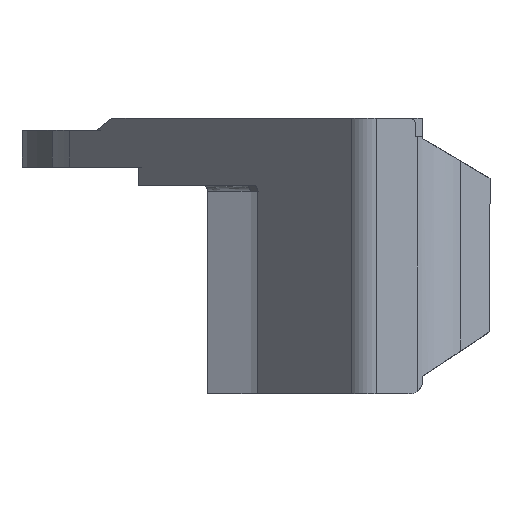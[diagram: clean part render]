
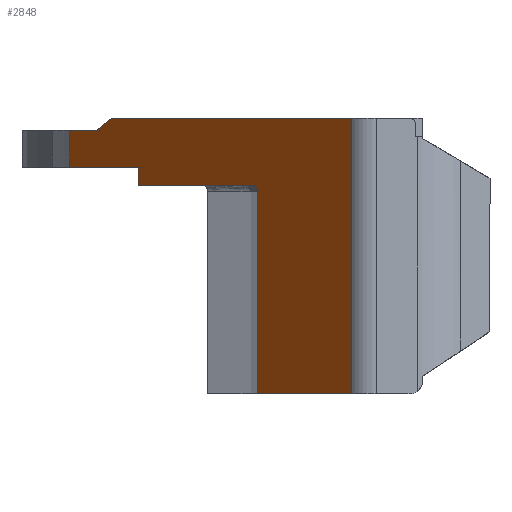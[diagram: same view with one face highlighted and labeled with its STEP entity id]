
A CAD part, left-side view. The second image highlights one B-rep face of the part: STEP entity #2848.
In plain terms, the highlighted planar face has unit normal (-0.608, 0.794, 0).
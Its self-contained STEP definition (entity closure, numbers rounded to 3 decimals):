
#2 = AXIS2_PLACEMENT_3D ( 'NONE', #2243, #3476, #1991 ) ;
#46 = CARTESIAN_POINT ( 'NONE',  ( -40.393, 11.844, -3. ) ) ;
#93 = EDGE_CURVE ( 'NONE', #2351, #1025, #3294, .T. ) ;
#122 = LINE ( 'NONE', #46, #2469 ) ;
#141 = VECTOR ( 'NONE', #2595, 1000. ) ;
#177 = CARTESIAN_POINT ( 'NONE',  ( -85.919, -23.051, 181.535 ) ) ;
#182 = CARTESIAN_POINT ( 'NONE',  ( -65.066, -7.067, -3. ) ) ;
#212 = EDGE_CURVE ( 'NONE', #1025, #3448, #122, .T. ) ;
#222 = CARTESIAN_POINT ( 'NONE',  ( -65.873, -7.686, -3.734 ) ) ;
#442 = VECTOR ( 'NONE', #1714, 1000. ) ;
#479 = VERTEX_POINT ( 'NONE', #2060 ) ;
#555 = CARTESIAN_POINT ( 'NONE',  ( -32.692, 17.747, 6.61 ) ) ;
#560 = B_SPLINE_CURVE_WITH_KNOTS ( 'NONE', 3,
 ( #2058, #3252, #555, #1488 ),
 .UNSPECIFIED., .F., .F.,
 ( 4, 4 ),
 ( 0., 0.005 ),
 .UNSPECIFIED. ) ;
#725 = CARTESIAN_POINT ( 'NONE',  ( -85.919, -23.051, 8. ) ) ;
#805 = ORIENTED_EDGE ( 'NONE', *, *, #2117, .F. ) ;
#811 = CARTESIAN_POINT ( 'NONE',  ( -65.873, -7.686, -4. ) ) ;
#834 = VERTEX_POINT ( 'NONE', #2160 ) ;
#934 = LINE ( 'NONE', #2678, #3253 ) ;
#952 = EDGE_CURVE ( 'NONE', #2351, #834, #3512, .T. ) ;
#1020 = LINE ( 'NONE', #725, #2656 ) ;
#1025 = VERTEX_POINT ( 'NONE', #2940 ) ;
#1031 = VECTOR ( 'NONE', #2818, 1000. ) ;
#1055 = CARTESIAN_POINT ( 'NONE',  ( -85.919, -23.051, 0. ) ) ;
#1079 = LINE ( 'NONE', #177, #1031 ) ;
#1092 = LINE ( 'NONE', #2362, #442 ) ;
#1181 = CARTESIAN_POINT ( 'NONE',  ( -85.919, -23.051, 8. ) ) ;
#1195 = DIRECTION ( 'NONE',  ( 0.794, 0.608, 0. ) ) ;
#1359 = PLANE ( 'NONE',  #2 ) ;
#1389 = CARTESIAN_POINT ( 'NONE',  ( -65.171, -7.148, -3. ) ) ;
#1432 = LINE ( 'NONE', #1525, #1771 ) ;
#1477 = EDGE_CURVE ( 'NONE', #3448, #3039, #2204, .T. ) ;
#1488 = CARTESIAN_POINT ( 'NONE',  ( -31.602, 18.582, 6. ) ) ;
#1525 = CARTESIAN_POINT ( 'NONE',  ( -85.919, -23.051, -37. ) ) ;
#1561 = DIRECTION ( 'NONE',  ( 0., 0., 1. ) ) ;
#1583 = EDGE_CURVE ( 'NONE', #3069, #3039, #2183, .T. ) ;
#1595 = CARTESIAN_POINT ( 'NONE',  ( -25.803, 23.027, 181.535 ) ) ;
#1690 = EDGE_CURVE ( 'NONE', #2104, #3069, #1092, .T. ) ;
#1714 = DIRECTION ( 'NONE',  ( 0.794, 0.608, 0. ) ) ;
#1739 = VERTEX_POINT ( 'NONE', #3611 ) ;
#1752 = CARTESIAN_POINT ( 'NONE',  ( -25.803, 23.027, 0. ) ) ;
#1771 = VECTOR ( 'NONE', #2442, 1000. ) ;
#1798 = CARTESIAN_POINT ( 'NONE',  ( -40.393, 11.844, 0. ) ) ;
#1922 = ORIENTED_EDGE ( 'NONE', *, *, #952, .T. ) ;
#1923 = CARTESIAN_POINT ( 'NONE',  ( -85.919, -23.051, -37. ) ) ;
#1935 = DIRECTION ( 'NONE',  ( 0.794, 0.608, 0. ) ) ;
#1987 = CARTESIAN_POINT ( 'NONE',  ( -65.559, -7.445, -3.198 ) ) ;
#1991 = DIRECTION ( 'NONE',  ( -0.794, -0.608, 0. ) ) ;
#2008 = CARTESIAN_POINT ( 'NONE',  ( -31.602, 18.582, 6. ) ) ;
#2058 = CARTESIAN_POINT ( 'NONE',  ( -34.804, 16.128, 8. ) ) ;
#2060 = CARTESIAN_POINT ( 'NONE',  ( -65.873, -7.686, -37. ) ) ;
#2104 = VERTEX_POINT ( 'NONE', #2008 ) ;
#2112 = ORIENTED_EDGE ( 'NONE', *, *, #3320, .F. ) ;
#2117 = EDGE_CURVE ( 'NONE', #3385, #479, #1432, .T. ) ;
#2122 = ORIENTED_EDGE ( 'NONE', *, *, #1477, .F. ) ;
#2160 = CARTESIAN_POINT ( 'NONE',  ( -65.873, -7.686, -4. ) ) ;
#2179 = ORIENTED_EDGE ( 'NONE', *, *, #1583, .T. ) ;
#2183 = LINE ( 'NONE', #1595, #141 ) ;
#2204 = LINE ( 'NONE', #1055, #3578 ) ;
#2243 = CARTESIAN_POINT ( 'NONE',  ( -85.919, -23.051, 181.535 ) ) ;
#2279 = CARTESIAN_POINT ( 'NONE',  ( -65.784, -7.617, -3.473 ) ) ;
#2293 = VECTOR ( 'NONE', #1195, 1000. ) ;
#2298 = ORIENTED_EDGE ( 'NONE', *, *, #212, .F. ) ;
#2351 = VERTEX_POINT ( 'NONE', #3004 ) ;
#2355 = CARTESIAN_POINT ( 'NONE',  ( -65.873, -7.686, -3. ) ) ;
#2362 = CARTESIAN_POINT ( 'NONE',  ( -85.919, -23.051, 6. ) ) ;
#2442 = DIRECTION ( 'NONE',  ( 0.794, 0.608, 0. ) ) ;
#2469 = VECTOR ( 'NONE', #1561, 1000. ) ;
#2552 = FACE_OUTER_BOUND ( 'NONE', #2737, .T. ) ;
#2595 = DIRECTION ( 'NONE',  ( 0., 0., -1. ) ) ;
#2656 = VECTOR ( 'NONE', #2879, 1000. ) ;
#2660 = ORIENTED_EDGE ( 'NONE', *, *, #93, .F. ) ;
#2678 = CARTESIAN_POINT ( 'NONE',  ( -65.873, -7.686, -202.131 ) ) ;
#2679 = EDGE_CURVE ( 'NONE', #479, #834, #934, .T. ) ;
#2737 = EDGE_LOOP ( 'NONE', ( #2122, #2298, #2660, #1922, #3399, #805, #2112, #3451, #3796, #3528, #2179 ) ) ;
#2818 = DIRECTION ( 'NONE',  ( 0., 0., -1. ) ) ;
#2848 = ADVANCED_FACE ( 'NONE', ( #2552 ), #1359, .T. ) ;
#2879 = DIRECTION ( 'NONE',  ( 0.794, 0.608, 0. ) ) ;
#2901 = CARTESIAN_POINT ( 'NONE',  ( -65.275, -7.228, -3.025 ) ) ;
#2940 = CARTESIAN_POINT ( 'NONE',  ( -40.393, 11.844, -3. ) ) ;
#2985 = DIRECTION ( 'NONE',  ( 0., 0., 1. ) ) ;
#3004 = CARTESIAN_POINT ( 'NONE',  ( -65.066, -7.067, -3. ) ) ;
#3033 = VERTEX_POINT ( 'NONE', #1181 ) ;
#3039 = VERTEX_POINT ( 'NONE', #1752 ) ;
#3069 = VERTEX_POINT ( 'NONE', #3411 ) ;
#3252 = CARTESIAN_POINT ( 'NONE',  ( -33.757, 16.931, 7.282 ) ) ;
#3253 = VECTOR ( 'NONE', #2985, 1000. ) ;
#3294 = LINE ( 'NONE', #2355, #2293 ) ;
#3320 = EDGE_CURVE ( 'NONE', #3033, #3385, #1079, .T. ) ;
#3383 = EDGE_CURVE ( 'NONE', #3033, #1739, #1020, .T. ) ;
#3385 = VERTEX_POINT ( 'NONE', #1923 ) ;
#3399 = ORIENTED_EDGE ( 'NONE', *, *, #2679, .F. ) ;
#3411 = CARTESIAN_POINT ( 'NONE',  ( -25.803, 23.027, 6. ) ) ;
#3448 = VERTEX_POINT ( 'NONE', #1798 ) ;
#3450 = CARTESIAN_POINT ( 'NONE',  ( -65.47, -7.377, -3.124 ) ) ;
#3451 = ORIENTED_EDGE ( 'NONE', *, *, #3383, .T. ) ;
#3476 = DIRECTION ( 'NONE',  ( -0.608, 0.794, 0. ) ) ;
#3510 = EDGE_CURVE ( 'NONE', #1739, #2104, #560, .T. ) ;
#3512 = B_SPLINE_CURVE_WITH_KNOTS ( 'NONE', 3,
 ( #182, #1389, #2901, #3450, #1987, #2279, #222, #811 ),
 .UNSPECIFIED., .F., .F.,
 ( 4, 2, 2, 4 ),
 ( 0., 0., 0.001, 0.002 ),
 .UNSPECIFIED. ) ;
#3528 = ORIENTED_EDGE ( 'NONE', *, *, #1690, .T. ) ;
#3578 = VECTOR ( 'NONE', #1935, 1000. ) ;
#3611 = CARTESIAN_POINT ( 'NONE',  ( -34.804, 16.128, 8. ) ) ;
#3796 = ORIENTED_EDGE ( 'NONE', *, *, #3510, .T. ) ;
